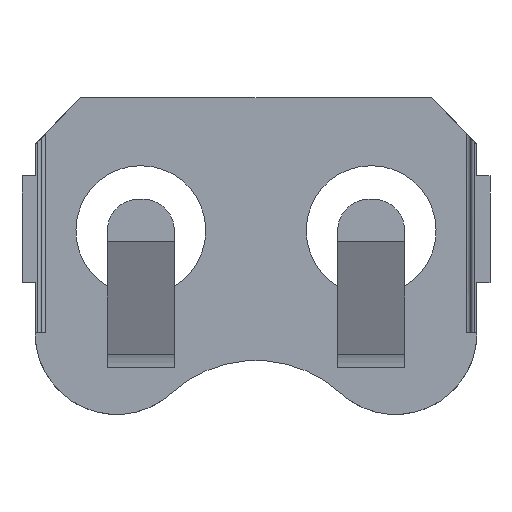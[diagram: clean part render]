
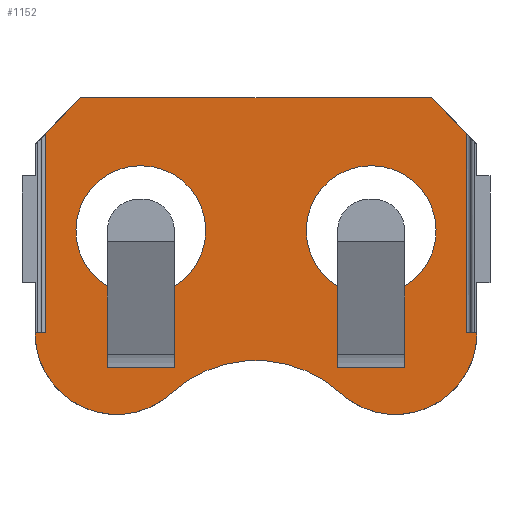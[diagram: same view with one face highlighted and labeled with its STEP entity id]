
A CAD part, front view. The second image highlights one B-rep face of the part: STEP entity #1152.
In plain terms, the highlighted planar face has unit normal (0, -1, 0).
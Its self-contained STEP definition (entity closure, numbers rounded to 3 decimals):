
#46=FACE_BOUND('',#111,.T.);
#47=FACE_BOUND('',#112,.T.);
#50=FACE_OUTER_BOUND('',#110,.T.);
#110=EDGE_LOOP('',(#726,#727,#728,#729,#730,#731,#732,#733,#734,#735));
#111=EDGE_LOOP('',(#736,#737,#738,#739,#740,#741));
#112=EDGE_LOOP('',(#742,#743,#744,#745,#746,#747));
#174=CIRCLE('',#1215,3.893);
#175=CIRCLE('',#1216,5.986);
#176=CIRCLE('',#1217,3.893);
#177=CIRCLE('',#1218,3.1);
#178=CIRCLE('',#1219,3.1);
#208=LINE('',#1648,#330);
#209=LINE('',#1650,#331);
#210=LINE('',#1652,#332);
#211=LINE('',#1654,#333);
#212=LINE('',#1662,#334);
#213=LINE('',#1664,#335);
#214=LINE('',#1665,#336);
#215=LINE('',#1668,#337);
#216=LINE('',#1670,#338);
#217=LINE('',#1672,#339);
#218=LINE('',#1676,#340);
#219=LINE('',#1677,#341);
#220=LINE('',#1680,#342);
#221=LINE('',#1682,#343);
#222=LINE('',#1684,#344);
#223=LINE('',#1688,#345);
#224=LINE('',#1689,#346);
#330=VECTOR('',#1320,16.754);
#331=VECTOR('',#1321,2.401);
#332=VECTOR('',#1322,9.515);
#333=VECTOR('',#1323,0.5);
#334=VECTOR('',#1330,0.5);
#335=VECTOR('',#1331,9.515);
#336=VECTOR('',#1332,2.401);
#337=VECTOR('',#1333,3.2);
#338=VECTOR('',#1334,0.997);
#339=VECTOR('',#1335,2.864);
#340=VECTOR('',#1338,2.864);
#341=VECTOR('',#1339,0.997);
#342=VECTOR('',#1340,3.2);
#343=VECTOR('',#1341,0.997);
#344=VECTOR('',#1342,2.864);
#345=VECTOR('',#1345,2.864);
#346=VECTOR('',#1346,0.997);
#452=VERTEX_POINT('',#1646);
#453=VERTEX_POINT('',#1647);
#454=VERTEX_POINT('',#1649);
#455=VERTEX_POINT('',#1651);
#456=VERTEX_POINT('',#1653);
#457=VERTEX_POINT('',#1655);
#458=VERTEX_POINT('',#1657);
#459=VERTEX_POINT('',#1659);
#460=VERTEX_POINT('',#1661);
#461=VERTEX_POINT('',#1663);
#462=VERTEX_POINT('',#1666);
#463=VERTEX_POINT('',#1667);
#464=VERTEX_POINT('',#1669);
#465=VERTEX_POINT('',#1671);
#466=VERTEX_POINT('',#1673);
#467=VERTEX_POINT('',#1675);
#468=VERTEX_POINT('',#1678);
#469=VERTEX_POINT('',#1679);
#470=VERTEX_POINT('',#1681);
#471=VERTEX_POINT('',#1683);
#472=VERTEX_POINT('',#1685);
#473=VERTEX_POINT('',#1687);
#560=EDGE_CURVE('',#452,#453,#208,.T.);
#561=EDGE_CURVE('',#454,#452,#209,.T.);
#562=EDGE_CURVE('',#454,#455,#210,.F.);
#563=EDGE_CURVE('',#455,#456,#211,.F.);
#564=EDGE_CURVE('',#457,#456,#174,.F.);
#565=EDGE_CURVE('',#458,#457,#175,.T.);
#566=EDGE_CURVE('',#458,#459,#176,.F.);
#567=EDGE_CURVE('',#460,#459,#212,.F.);
#568=EDGE_CURVE('',#460,#461,#213,.T.);
#569=EDGE_CURVE('',#461,#453,#214,.T.);
#570=EDGE_CURVE('',#462,#463,#215,.T.);
#571=EDGE_CURVE('',#464,#462,#216,.T.);
#572=EDGE_CURVE('',#465,#464,#217,.T.);
#573=EDGE_CURVE('',#466,#465,#177,.F.);
#574=EDGE_CURVE('',#467,#466,#218,.T.);
#575=EDGE_CURVE('',#463,#467,#219,.T.);
#576=EDGE_CURVE('',#468,#469,#220,.T.);
#577=EDGE_CURVE('',#469,#470,#221,.T.);
#578=EDGE_CURVE('',#470,#471,#222,.T.);
#579=EDGE_CURVE('',#471,#472,#178,.F.);
#580=EDGE_CURVE('',#472,#473,#223,.T.);
#581=EDGE_CURVE('',#473,#468,#224,.T.);
#726=ORIENTED_EDGE('',*,*,#560,.F.);
#727=ORIENTED_EDGE('',*,*,#561,.F.);
#728=ORIENTED_EDGE('',*,*,#562,.T.);
#729=ORIENTED_EDGE('',*,*,#563,.T.);
#730=ORIENTED_EDGE('',*,*,#564,.F.);
#731=ORIENTED_EDGE('',*,*,#565,.F.);
#732=ORIENTED_EDGE('',*,*,#566,.T.);
#733=ORIENTED_EDGE('',*,*,#567,.F.);
#734=ORIENTED_EDGE('',*,*,#568,.T.);
#735=ORIENTED_EDGE('',*,*,#569,.T.);
#736=ORIENTED_EDGE('',*,*,#570,.F.);
#737=ORIENTED_EDGE('',*,*,#571,.F.);
#738=ORIENTED_EDGE('',*,*,#572,.F.);
#739=ORIENTED_EDGE('',*,*,#573,.F.);
#740=ORIENTED_EDGE('',*,*,#574,.F.);
#741=ORIENTED_EDGE('',*,*,#575,.F.);
#742=ORIENTED_EDGE('',*,*,#576,.T.);
#743=ORIENTED_EDGE('',*,*,#577,.T.);
#744=ORIENTED_EDGE('',*,*,#578,.T.);
#745=ORIENTED_EDGE('',*,*,#579,.T.);
#746=ORIENTED_EDGE('',*,*,#580,.T.);
#747=ORIENTED_EDGE('',*,*,#581,.T.);
#1058=PLANE('',#1214);
#1152=ADVANCED_FACE('',(#50,#46,#47),#1058,.T.);
#1214=AXIS2_PLACEMENT_3D('',#1645,#1318,#1319);
#1215=AXIS2_PLACEMENT_3D('',#1656,#1324,#1325);
#1216=AXIS2_PLACEMENT_3D('',#1658,#1326,#1327);
#1217=AXIS2_PLACEMENT_3D('',#1660,#1328,#1329);
#1218=AXIS2_PLACEMENT_3D('',#1674,#1336,#1337);
#1219=AXIS2_PLACEMENT_3D('',#1686,#1343,#1344);
#1318=DIRECTION('center_axis',(0.,-1.,0.));
#1319=DIRECTION('ref_axis',(0.,0.,-1.));
#1320=DIRECTION('',(1.,0.,0.));
#1321=DIRECTION('',(0.697,0.,0.717));
#1322=DIRECTION('',(0.,0.,1.));
#1323=DIRECTION('',(1.,0.,0.));
#1324=DIRECTION('center_axis',(0.,-1.,0.));
#1325=DIRECTION('ref_axis',(0.,0.,-1.));
#1326=DIRECTION('center_axis',(0.,-1.,0.));
#1327=DIRECTION('ref_axis',(0.,0.,-1.));
#1328=DIRECTION('center_axis',(0.,1.,0.));
#1329=DIRECTION('ref_axis',(0.,0.,-1.));
#1330=DIRECTION('',(-1.,0.,0.));
#1331=DIRECTION('',(0.,0.,1.));
#1332=DIRECTION('',(-0.697,0.,0.717));
#1333=DIRECTION('',(1.,0.,0.));
#1334=DIRECTION('',(0.,0.,-1.));
#1335=DIRECTION('',(0.,0.,-1.));
#1336=DIRECTION('center_axis',(0.,1.,0.));
#1337=DIRECTION('ref_axis',(0.,0.,-1.));
#1338=DIRECTION('',(0.,0.,1.));
#1339=DIRECTION('',(0.,0.,1.));
#1340=DIRECTION('',(-1.,0.,0.));
#1341=DIRECTION('',(0.,0.,1.));
#1342=DIRECTION('',(0.,0.,1.));
#1343=DIRECTION('center_axis',(0.,-1.,0.));
#1344=DIRECTION('ref_axis',(0.,0.,-1.));
#1345=DIRECTION('',(0.,0.,-1.));
#1346=DIRECTION('',(0.,0.,-1.));
#1645=CARTESIAN_POINT('Origin',(-6.657,3.5,-16.));
#1646=CARTESIAN_POINT('',(-8.377,3.5,-4.763));
#1647=CARTESIAN_POINT('',(8.377,3.5,-4.763));
#1648=CARTESIAN_POINT('',(-3.328,3.5,-4.763));
#1649=CARTESIAN_POINT('',(-10.05,3.5,-6.485));
#1650=CARTESIAN_POINT('',(-10.05,3.5,-6.485));
#1651=CARTESIAN_POINT('',(-10.05,3.5,-16.));
#1652=CARTESIAN_POINT('',(-10.05,3.5,-16.));
#1653=CARTESIAN_POINT('',(-10.55,3.5,-16.));
#1654=CARTESIAN_POINT('',(-10.55,3.5,-16.));
#1655=CARTESIAN_POINT('',(-4.033,3.5,-18.877));
#1656=CARTESIAN_POINT('Origin',(-6.657,3.5,-16.));
#1657=CARTESIAN_POINT('',(4.033,3.5,-18.877));
#1658=CARTESIAN_POINT('Origin',(0.,3.5,-23.3));
#1659=CARTESIAN_POINT('',(10.55,3.5,-16.));
#1660=CARTESIAN_POINT('Origin',(6.657,3.5,-16.));
#1661=CARTESIAN_POINT('',(10.05,3.5,-16.));
#1662=CARTESIAN_POINT('',(10.55,3.5,-16.));
#1663=CARTESIAN_POINT('',(10.05,3.5,-6.485));
#1664=CARTESIAN_POINT('',(10.05,3.5,-16.));
#1665=CARTESIAN_POINT('',(10.05,3.5,-6.485));
#1666=CARTESIAN_POINT('',(3.9,3.5,-17.63));
#1667=CARTESIAN_POINT('',(7.1,3.5,-17.63));
#1668=CARTESIAN_POINT('',(3.9,3.5,-17.63));
#1669=CARTESIAN_POINT('',(3.9,3.5,-16.633));
#1670=CARTESIAN_POINT('',(3.9,3.5,-16.633));
#1671=CARTESIAN_POINT('',(3.9,3.5,-13.769));
#1672=CARTESIAN_POINT('',(3.9,3.5,-13.769));
#1673=CARTESIAN_POINT('',(7.1,3.5,-13.769));
#1674=CARTESIAN_POINT('Origin',(5.5,3.5,-11.114));
#1675=CARTESIAN_POINT('',(7.1,3.5,-16.633));
#1676=CARTESIAN_POINT('',(7.1,3.5,-16.633));
#1677=CARTESIAN_POINT('',(7.1,3.5,-17.63));
#1678=CARTESIAN_POINT('',(-3.9,3.5,-17.63));
#1679=CARTESIAN_POINT('',(-7.1,3.5,-17.63));
#1680=CARTESIAN_POINT('',(-3.9,3.5,-17.63));
#1681=CARTESIAN_POINT('',(-7.1,3.5,-16.633));
#1682=CARTESIAN_POINT('',(-7.1,3.5,-17.63));
#1683=CARTESIAN_POINT('',(-7.1,3.5,-13.769));
#1684=CARTESIAN_POINT('',(-7.1,3.5,-16.633));
#1685=CARTESIAN_POINT('',(-3.9,3.5,-13.769));
#1686=CARTESIAN_POINT('Origin',(-5.5,3.5,-11.114));
#1687=CARTESIAN_POINT('',(-3.9,3.5,-16.633));
#1688=CARTESIAN_POINT('',(-3.9,3.5,-13.769));
#1689=CARTESIAN_POINT('',(-3.9,3.5,-16.633));
